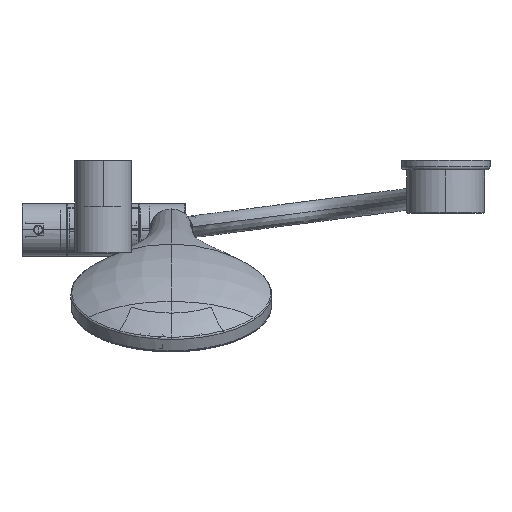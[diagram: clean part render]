
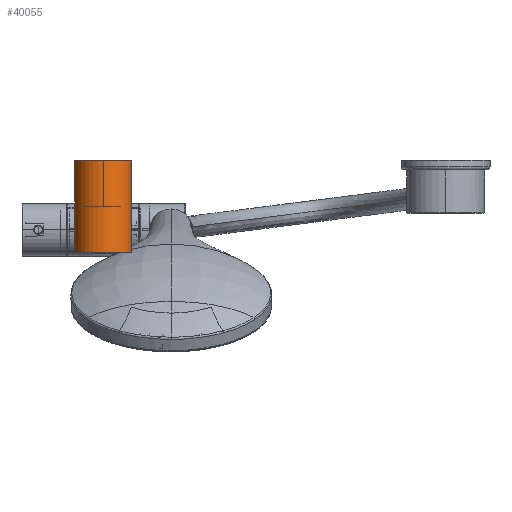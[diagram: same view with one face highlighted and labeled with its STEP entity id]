
A CAD part, left-side view. The second image highlights one B-rep face of the part: STEP entity #40055.
In plain terms, the highlighted cylindrical face has radius 18.5 mm (diameter 37 mm), a partial arc.
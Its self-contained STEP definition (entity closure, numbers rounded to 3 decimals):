
#39807=CARTESIAN_POINT('',(-4.4,636.074,-10.3));
#39808=DIRECTION('',(1.,0.,0.));
#39809=DIRECTION('',(0.,0.,-1.));
#39810=AXIS2_PLACEMENT_3D('',#39807,#39808,#39809);
#39817=DIRECTION('',(-1.,0.,0.));
#39818=VECTOR('',#39817,59.4);
#39819=CARTESIAN_POINT('',(55.,636.074,8.2));
#39820=LINE('',#39819,#39818);
#39821=DIRECTION('',(-1.,0.,0.));
#39822=VECTOR('',#39821,59.4);
#39823=CARTESIAN_POINT('',(55.,636.074,-28.8));
#39824=LINE('',#39823,#39822);
#39911=CARTESIAN_POINT('',(55.,636.074,-10.3));
#39912=DIRECTION('',(-1.,0.,0.));
#39913=DIRECTION('',(0.,0.,1.));
#39914=AXIS2_PLACEMENT_3D('',#39911,#39912,#39913);
#39965=CARTESIAN_POINT('',(-4.4,636.074,8.2));
#39966=VERTEX_POINT('',#39965);
#39967=CARTESIAN_POINT('',(-4.4,636.074,-28.8));
#39968=VERTEX_POINT('',#39967);
#39969=CARTESIAN_POINT('',(55.,636.074,-28.8));
#39970=VERTEX_POINT('',#39969);
#39971=CARTESIAN_POINT('',(55.,636.074,8.2));
#39972=VERTEX_POINT('',#39971);
#40041=CARTESIAN_POINT('',(-4.7,636.074,-10.3));
#40042=DIRECTION('',(1.,0.,0.));
#40043=DIRECTION('',(0.,0.,-1.));
#40044=AXIS2_PLACEMENT_3D('',#40041,#40042,#40043);
#40045=CYLINDRICAL_SURFACE('',#40044,18.5);
#40046=ORIENTED_EDGE('',*,*,#40035,.F.);
#40048=ORIENTED_EDGE('',*,*,#40047,.F.);
#40050=ORIENTED_EDGE('',*,*,#40049,.F.);
#40052=ORIENTED_EDGE('',*,*,#40051,.T.);
#40053=EDGE_LOOP('',(#40046,#40048,#40050,#40052));
#40054=FACE_OUTER_BOUND('',#40053,.F.);
#39811=CIRCLE('',#39810,18.5);
#39915=CIRCLE('',#39914,18.5);
#40035=EDGE_CURVE('',#39968,#39966,#39811,.T.);
#40047=EDGE_CURVE('',#39970,#39968,#39824,.T.);
#40049=EDGE_CURVE('',#39972,#39970,#39915,.T.);
#40051=EDGE_CURVE('',#39972,#39966,#39820,.T.);
#40055=ADVANCED_FACE('',(#40054),#40045,.T.);
